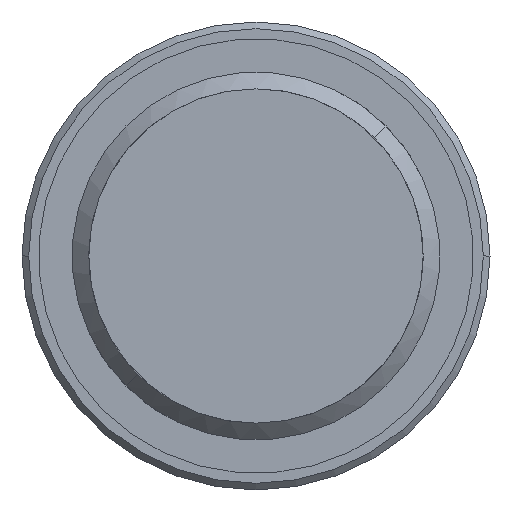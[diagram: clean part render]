
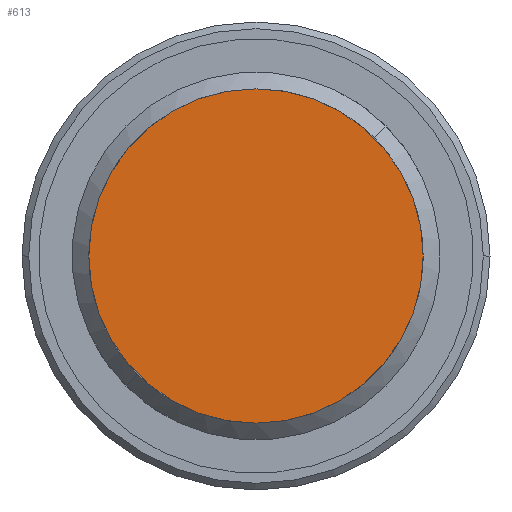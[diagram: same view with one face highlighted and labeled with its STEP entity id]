
A CAD part, front view. The second image highlights one B-rep face of the part: STEP entity #613.
In plain terms, the highlighted planar face has unit normal (0, -1, 0).
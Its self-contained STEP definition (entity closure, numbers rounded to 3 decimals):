
#303 = DIRECTION ( 'NONE',  ( 0., 0., -1. ) ) ;
#425 = DIRECTION ( 'NONE',  ( 0., -1., 0. ) ) ;
#469 = DIRECTION ( 'NONE',  ( 0., -1., 0. ) ) ;
#613 = ADVANCED_FACE ( 'NONE', ( #1872 ), #2222, .T. ) ;
#791 = EDGE_LOOP ( 'NONE', ( #1948, #1218 ) ) ;
#814 = CARTESIAN_POINT ( 'NONE',  ( 0.112, -19.637, 0. ) ) ;
#922 = CARTESIAN_POINT ( 'NONE',  ( 0.112, -19.637, 0. ) ) ;
#948 = CARTESIAN_POINT ( 'NONE',  ( 0.112, -19.637, -2.5 ) ) ;
#996 = CARTESIAN_POINT ( 'NONE',  ( 0.112, -19.637, 0. ) ) ;
#1133 = AXIS2_PLACEMENT_3D ( 'NONE', #814, #425, #2044 ) ;
#1218 = ORIENTED_EDGE ( 'NONE', *, *, #2957, .T. ) ;
#1229 = DIRECTION ( 'NONE',  ( 0., -1., 0. ) ) ;
#1675 = CIRCLE ( 'NONE', #2410, 2.5 ) ;
#1769 = EDGE_CURVE ( 'NONE', #1997, #2227, #2634, .T. ) ;
#1872 = FACE_OUTER_BOUND ( 'NONE', #791, .T. ) ;
#1936 = CARTESIAN_POINT ( 'NONE',  ( 0.112, -19.637, 2.5 ) ) ;
#1948 = ORIENTED_EDGE ( 'NONE', *, *, #1769, .T. ) ;
#1997 = VERTEX_POINT ( 'NONE', #948 ) ;
#2044 = DIRECTION ( 'NONE',  ( 0., 0., -1. ) ) ;
#2107 = AXIS2_PLACEMENT_3D ( 'NONE', #996, #1229, #303 ) ;
#2222 = PLANE ( 'NONE',  #2107 ) ;
#2227 = VERTEX_POINT ( 'NONE', #1936 ) ;
#2379 = DIRECTION ( 'NONE',  ( 0., 0., -1. ) ) ;
#2410 = AXIS2_PLACEMENT_3D ( 'NONE', #922, #469, #2379 ) ;
#2634 = CIRCLE ( 'NONE', #1133, 2.5 ) ;
#2957 = EDGE_CURVE ( 'NONE', #2227, #1997, #1675, .T. ) ;
